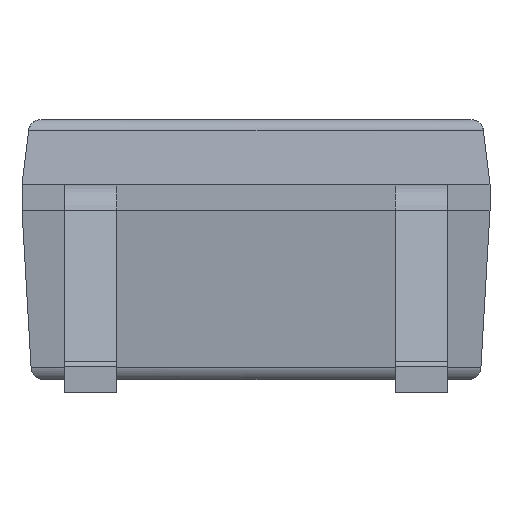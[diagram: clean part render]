
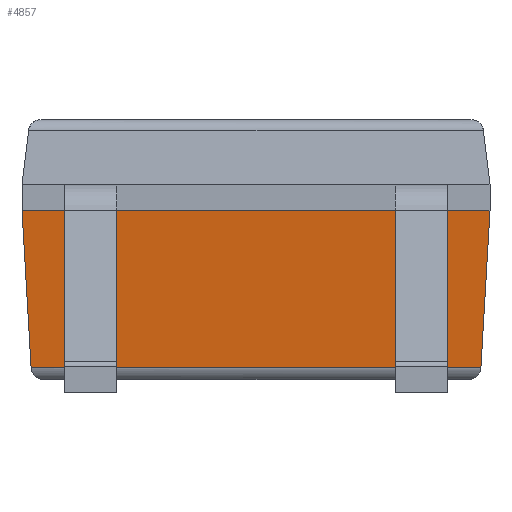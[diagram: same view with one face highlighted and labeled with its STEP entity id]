
A CAD part, left-side view. The second image highlights one B-rep face of the part: STEP entity #4857.
In plain terms, the highlighted planar face has unit normal (-0.995, 0, -0.097).
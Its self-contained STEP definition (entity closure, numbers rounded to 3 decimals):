
#278=LINE('',#7773,#609);
#285=LINE('',#7816,#616);
#294=LINE('',#7876,#625);
#318=LINE('',#7919,#649);
#320=LINE('',#7922,#651);
#321=LINE('',#7924,#652);
#322=LINE('',#7926,#653);
#323=LINE('',#7928,#654);
#609=VECTOR('',#5532,1000.);
#616=VECTOR('',#5543,1000.);
#625=VECTOR('',#5562,1000.);
#649=VECTOR('',#5604,1000.);
#651=VECTOR('',#5608,1000.);
#652=VECTOR('',#5609,1000.);
#653=VECTOR('',#5610,1000.);
#654=VECTOR('',#5611,1000.);
#1329=ORIENTED_EDGE('',*,*,#2101,.T.);
#1330=ORIENTED_EDGE('',*,*,#2102,.T.);
#1331=ORIENTED_EDGE('',*,*,#2103,.T.);
#1332=ORIENTED_EDGE('',*,*,#2104,.T.);
#1333=ORIENTED_EDGE('',*,*,#2075,.T.);
#1334=ORIENTED_EDGE('',*,*,#2051,.T.);
#1335=ORIENTED_EDGE('',*,*,#2099,.F.);
#1336=ORIENTED_EDGE('',*,*,#2060,.F.);
#2051=EDGE_CURVE('',#2453,#2450,#278,.T.);
#2060=EDGE_CURVE('',#2460,#2455,#285,.T.);
#2075=EDGE_CURVE('',#2473,#2453,#294,.T.);
#2099=EDGE_CURVE('',#2455,#2450,#318,.T.);
#2101=EDGE_CURVE('',#2460,#2483,#320,.T.);
#2102=EDGE_CURVE('',#2483,#2484,#321,.T.);
#2103=EDGE_CURVE('',#2484,#2485,#322,.T.);
#2104=EDGE_CURVE('',#2485,#2473,#323,.T.);
#2450=VERTEX_POINT('',#7742);
#2453=VERTEX_POINT('',#7774);
#2455=VERTEX_POINT('',#7792);
#2460=VERTEX_POINT('',#7815);
#2473=VERTEX_POINT('',#7877);
#2483=VERTEX_POINT('',#7923);
#2484=VERTEX_POINT('',#7925);
#2485=VERTEX_POINT('',#7927);
#2850=EDGE_LOOP('',(#1329,#1330,#1331,#1332,#1333,#1334,#1335,#1336));
#3080=FACE_BOUND('',#2850,.T.);
#3269=PLANE('',#5045);
#4857=ADVANCED_FACE('',(#3080),#3269,.F.);
#5045=AXIS2_PLACEMENT_3D('',#7921,#5606,#5607);
#5532=DIRECTION('',(0.097,-0.057,-0.994));
#5543=DIRECTION('',(0.097,0.057,-0.994));
#5562=DIRECTION('',(0.,1.,0.));
#5604=DIRECTION('',(0.,1.,0.));
#5606=DIRECTION('',(0.995,0.,0.097));
#5607=DIRECTION('',(0.097,0.,-0.995));
#5608=DIRECTION('',(0.,1.,0.));
#5609=DIRECTION('',(0.,1.,0.));
#5610=DIRECTION('',(0.,1.,0.));
#5611=DIRECTION('',(0.,1.,0.));
#7742=CARTESIAN_POINT('',(-20.823,17.3,1.903));
#7773=CARTESIAN_POINT('',(-21.8,17.881,11.944));
#7774=CARTESIAN_POINT('',(-22.,18.,14.));
#7792=CARTESIAN_POINT('',(-20.823,-17.3,1.903));
#7815=CARTESIAN_POINT('',(-22.,-18.,14.));
#7816=CARTESIAN_POINT('',(-22.,-18.,14.));
#7876=CARTESIAN_POINT('',(-22.,-18.,14.));
#7877=CARTESIAN_POINT('',(-22.,14.7,14.));
#7919=CARTESIAN_POINT('',(-20.823,-18.,1.903));
#7921=CARTESIAN_POINT('',(-22.,-18.,14.));
#7922=CARTESIAN_POINT('',(-22.,-18.,14.));
#7923=CARTESIAN_POINT('',(-22.,-14.7,14.));
#7924=CARTESIAN_POINT('',(-22.,-18.,14.));
#7925=CARTESIAN_POINT('',(-22.,-10.7,14.));
#7926=CARTESIAN_POINT('',(-22.,-18.,14.));
#7927=CARTESIAN_POINT('',(-22.,10.7,14.));
#7928=CARTESIAN_POINT('',(-22.,-18.,14.));
